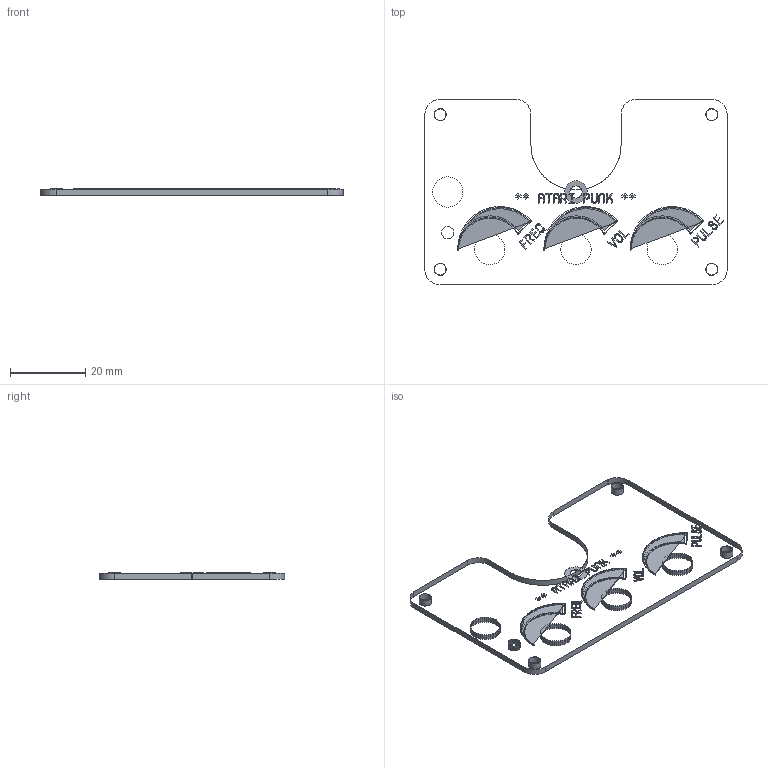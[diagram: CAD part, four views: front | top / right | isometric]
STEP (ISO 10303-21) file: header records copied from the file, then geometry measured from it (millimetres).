
FILE_DESCRIPTION(('Open CASCADE Model'),'2;1');
FILE_NAME('Open CASCADE Shape Model','2017-10-20T10:49:58',('Author'),( 'Open CASCADE'),'Open CASCADE STEP processor 6.8','Open CASCADE 6.8' ,'Unknown');
FILE_SCHEMA(('AUTOMOTIVE_DESIGN { 1 0 10303 214 1 1 1 1 }'));
Length unit declared in the file: millimetre
Products named in the file (6): PCB; Board; Open CASCADE STEP translator 6.8 2.2; Open CASCADE STEP translator 6.8 2.3; Open CASCADE STEP translator 6.8 2.4; Round_2362205_2362205__30000_1259843_1259843_0
Assembly tree (4 placements, depth 2):
  PCB
    Board
    Open CASCADE STEP translator 6.8 2.2
    Open CASCADE STEP translator 6.8 2.3
    Open CASCADE STEP translator 6.8 2.4
  Round_2362205_2362205__30000_1259843_1259843_0
Bounding box: 80.13 x 49.13 x 1.78 mm (x, y, z)
Volume: 5133.3 mm3; surface area: 7625.7 mm2
Topology: 41 solids, 46 shells, 2204 faces, 6333 edges, 4218 vertices
Faces by surface type: plane 2138, cylinder 66
Full cylindrical faces by diameter (mm): 3.048 x4, 3.2 x1, 6 x1
Entity records: 70770 total; most frequent: CARTESIAN_POINT 12760, ORIENTED_EDGE 12672, DIRECTION 10883, EDGE_CURVE 6333, LINE 6201, VECTOR 6201, VERTEX_POINT 4218, AXIS2_PLACEMENT_3D 2341
